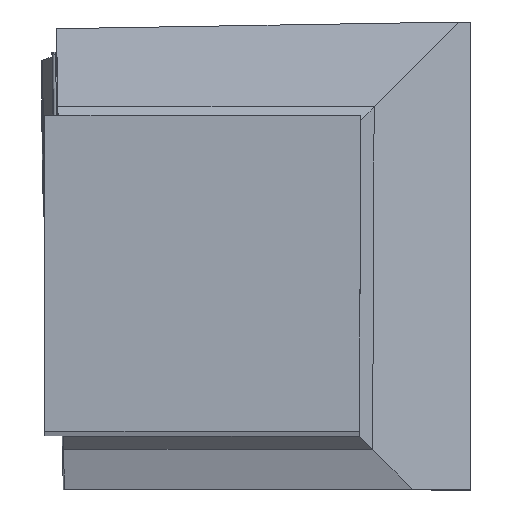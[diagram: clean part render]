
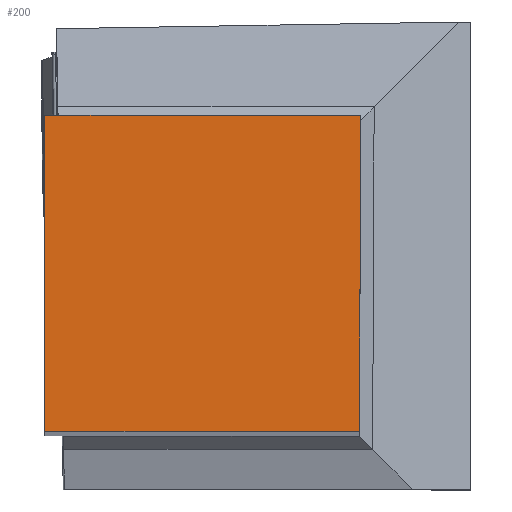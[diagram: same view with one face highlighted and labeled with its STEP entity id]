
A CAD part, top view. The second image highlights one B-rep face of the part: STEP entity #200.
In plain terms, the highlighted planar face has unit normal (0, 0, 1).
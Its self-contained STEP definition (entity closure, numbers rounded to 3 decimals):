
#200=ADVANCED_FACE('BLANK_BOXF006',(#318),#251,.F.);
#251=PLANE('',#1619);
#318=FACE_OUTER_BOUND('',#395,.T.);
#395=EDGE_LOOP('',(#748,#749,#750,#751));
#748=ORIENTED_EDGE('',*,*,#1121,.F.);
#749=ORIENTED_EDGE('',*,*,#1122,.F.);
#750=ORIENTED_EDGE('',*,*,#1123,.F.);
#751=ORIENTED_EDGE('',*,*,#1124,.F.);
#940=VERTEX_POINT('',#2571);
#941=VERTEX_POINT('',#2572);
#942=VERTEX_POINT('',#2574);
#943=VERTEX_POINT('',#2576);
#1121=EDGE_CURVE('',#940,#941,#1276,.T.);
#1122=EDGE_CURVE('',#942,#940,#1277,.T.);
#1123=EDGE_CURVE('',#943,#942,#1278,.T.);
#1124=EDGE_CURVE('',#941,#943,#1279,.T.);
#1276=LINE('',#2570,#1431);
#1277=LINE('',#2573,#1432);
#1278=LINE('',#2575,#1433);
#1279=LINE('',#2577,#1434);
#1431=VECTOR('',#1971,1.);
#1432=VECTOR('',#1972,1.);
#1433=VECTOR('',#1973,1.);
#1434=VECTOR('',#1974,1.);
#1619=AXIS2_PLACEMENT_3D('',#2578,#1975,#1976);
#1971=DIRECTION('',(0.,1.,0.));
#1972=DIRECTION('',(-1.,0.,0.));
#1973=DIRECTION('',(-0.004,-1.,0.));
#1974=DIRECTION('',(1.,0.,0.));
#1975=DIRECTION('',(0.,0.,-1.));
#1976=DIRECTION('',(0.,-1.,0.));
#2570=CARTESIAN_POINT('',(-11.875,-125.25,0.));
#2571=CARTESIAN_POINT('',(-11.875,0.,0.));
#2572=CARTESIAN_POINT('',(-11.875,11.875,0.));
#2573=CARTESIAN_POINT('',(125.25,0.,0.));
#2574=CARTESIAN_POINT('',(-0.052,0.,0.));
#2575=CARTESIAN_POINT('',(0.495,125.249,0.));
#2576=CARTESIAN_POINT('',(0.,11.875,0.));
#2577=CARTESIAN_POINT('',(-125.25,11.875,0.));
#2578=CARTESIAN_POINT('',(-23.875,-2.,0.));
